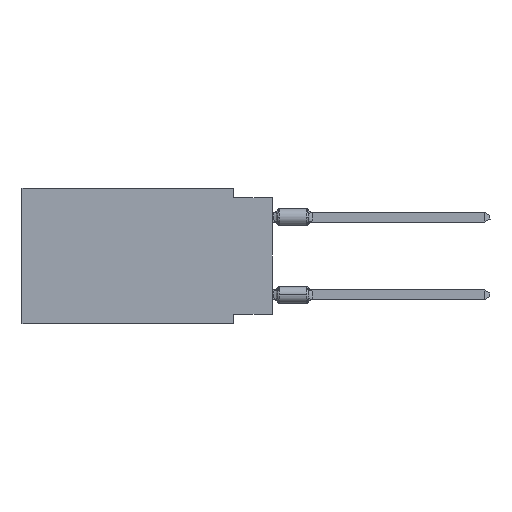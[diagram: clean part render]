
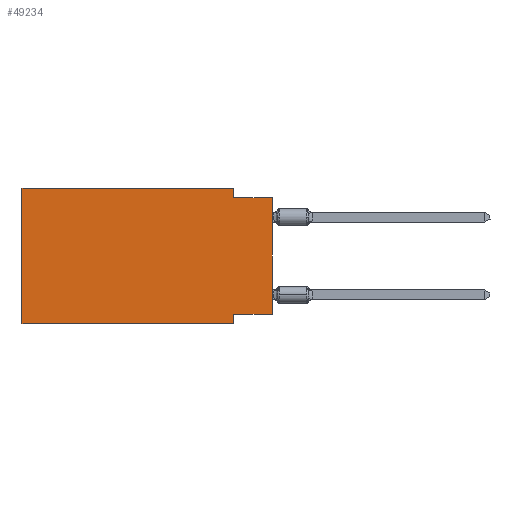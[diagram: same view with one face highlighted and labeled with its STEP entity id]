
A CAD part, left-side view. The second image highlights one B-rep face of the part: STEP entity #49234.
In plain terms, the highlighted planar face has unit normal (-1, 0, 0).
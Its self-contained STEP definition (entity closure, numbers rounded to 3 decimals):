
#45 = CARTESIAN_POINT ( 'NONE',  ( 0., 0., -0.635 ) ) ;
#437 = ORIENTED_EDGE ( 'NONE', *, *, #61306, .T. ) ;
#581 = CARTESIAN_POINT ( 'NONE',  ( 0., 0., 0. ) ) ;
#674 = CARTESIAN_POINT ( 'NONE',  ( 0., 2.54, -0.635 ) ) ;
#800 = DIRECTION ( 'NONE',  ( 0., 0., 1. ) ) ;
#858 = EDGE_LOOP ( 'NONE', ( #4177, #21335, #64061, #11916, #50721, #437, #45078, #54906 ) ) ;
#1011 = EDGE_CURVE ( 'NONE', #25381, #61485, #4950, .T. ) ;
#1493 = DIRECTION ( 'NONE',  ( 0., 1., 0. ) ) ;
#2129 = CARTESIAN_POINT ( 'NONE',  ( 0., 0., -8.255 ) ) ;
#4177 = ORIENTED_EDGE ( 'NONE', *, *, #11205, .T. ) ;
#4312 = EDGE_CURVE ( 'NONE', #37892, #8858, #17822, .T. ) ;
#4901 = VERTEX_POINT ( 'NONE', #60655 ) ;
#4950 = LINE ( 'NONE', #45, #48763 ) ;
#5850 = VECTOR ( 'NONE', #31051, 1000. ) ;
#5858 = DIRECTION ( 'NONE',  ( 1., 0., 0. ) ) ;
#5887 = VECTOR ( 'NONE', #18401, 1000. ) ;
#6819 = VERTEX_POINT ( 'NONE', #20664 ) ;
#7721 = CARTESIAN_POINT ( 'NONE',  ( 0., 16.383, -8.89 ) ) ;
#8858 = VERTEX_POINT ( 'NONE', #17233 ) ;
#10783 = EDGE_CURVE ( 'NONE', #33987, #25381, #15394, .T. ) ;
#11205 = EDGE_CURVE ( 'NONE', #4901, #61485, #35865, .T. ) ;
#11916 = ORIENTED_EDGE ( 'NONE', *, *, #60750, .F. ) ;
#15001 = DIRECTION ( 'NONE',  ( 0., 0., 1. ) ) ;
#15357 = FACE_OUTER_BOUND ( 'NONE', #858, .T. ) ;
#15394 = LINE ( 'NONE', #19964, #5850 ) ;
#17233 = CARTESIAN_POINT ( 'NONE',  ( 0., 2.54, -8.89 ) ) ;
#17822 = LINE ( 'NONE', #43251, #34590 ) ;
#18401 = DIRECTION ( 'NONE',  ( 0., -1., 0. ) ) ;
#18484 = DIRECTION ( 'NONE',  ( 0., -1., 0. ) ) ;
#19964 = CARTESIAN_POINT ( 'NONE',  ( 0., 2.54, 0. ) ) ;
#20127 = CARTESIAN_POINT ( 'NONE',  ( 0., 2.54, 0. ) ) ;
#20664 = CARTESIAN_POINT ( 'NONE',  ( 0., 16.383, 0. ) ) ;
#20889 = PLANE ( 'NONE',  #52738 ) ;
#21335 = ORIENTED_EDGE ( 'NONE', *, *, #1011, .F. ) ;
#25381 = VERTEX_POINT ( 'NONE', #674 ) ;
#25795 = DIRECTION ( 'NONE',  ( 0., 0., -1. ) ) ;
#31051 = DIRECTION ( 'NONE',  ( 0., 0., -1. ) ) ;
#31188 = LINE ( 'NONE', #50410, #62191 ) ;
#32437 = CARTESIAN_POINT ( 'NONE',  ( 0., 16.383, -8.89 ) ) ;
#33987 = VERTEX_POINT ( 'NONE', #20127 ) ;
#34590 = VECTOR ( 'NONE', #57596, 1000. ) ;
#34992 = DIRECTION ( 'NONE',  ( 0., -1., 0. ) ) ;
#35865 = LINE ( 'NONE', #581, #60075 ) ;
#36747 = LINE ( 'NONE', #40676, #53585 ) ;
#37892 = VERTEX_POINT ( 'NONE', #53153 ) ;
#40676 = CARTESIAN_POINT ( 'NONE',  ( 0., 16.383, 0. ) ) ;
#43251 = CARTESIAN_POINT ( 'NONE',  ( 0., 2.54, -8.89 ) ) ;
#45078 = ORIENTED_EDGE ( 'NONE', *, *, #4312, .F. ) ;
#46983 = VECTOR ( 'NONE', #1493, 1000. ) ;
#48763 = VECTOR ( 'NONE', #34992, 1000. ) ;
#49234 = ADVANCED_FACE ( 'NONE', ( #15357 ), #20889, .F. ) ;
#49788 = VERTEX_POINT ( 'NONE', #7721 ) ;
#50410 = CARTESIAN_POINT ( 'NONE',  ( 0., 16.383, 0. ) ) ;
#50721 = ORIENTED_EDGE ( 'NONE', *, *, #51587, .F. ) ;
#51587 = EDGE_CURVE ( 'NONE', #49788, #6819, #31188, .T. ) ;
#51746 = LINE ( 'NONE', #2129, #46983 ) ;
#52738 = AXIS2_PLACEMENT_3D ( 'NONE', #55128, #5858, #25795 ) ;
#53153 = CARTESIAN_POINT ( 'NONE',  ( 0., 2.54, -8.255 ) ) ;
#53585 = VECTOR ( 'NONE', #18484, 1000. ) ;
#54863 = CARTESIAN_POINT ( 'NONE',  ( 0., 0., -0.635 ) ) ;
#54906 = ORIENTED_EDGE ( 'NONE', *, *, #55453, .F. ) ;
#55128 = CARTESIAN_POINT ( 'NONE',  ( 0., 16.383, 0. ) ) ;
#55453 = EDGE_CURVE ( 'NONE', #4901, #37892, #51746, .T. ) ;
#57596 = DIRECTION ( 'NONE',  ( 0., 0., -1. ) ) ;
#60075 = VECTOR ( 'NONE', #15001, 1000. ) ;
#60655 = CARTESIAN_POINT ( 'NONE',  ( 0., 0., -8.255 ) ) ;
#60750 = EDGE_CURVE ( 'NONE', #6819, #33987, #36747, .T. ) ;
#61306 = EDGE_CURVE ( 'NONE', #49788, #8858, #63085, .T. ) ;
#61485 = VERTEX_POINT ( 'NONE', #54863 ) ;
#62191 = VECTOR ( 'NONE', #800, 1000. ) ;
#63085 = LINE ( 'NONE', #32437, #5887 ) ;
#64061 = ORIENTED_EDGE ( 'NONE', *, *, #10783, .F. ) ;
